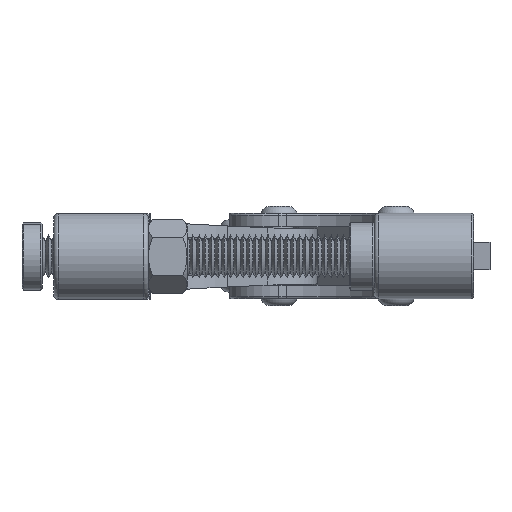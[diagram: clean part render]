
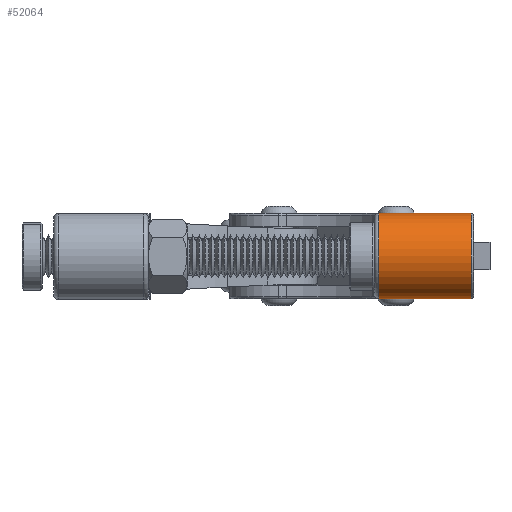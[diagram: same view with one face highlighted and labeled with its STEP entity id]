
A CAD part, left-side view. The second image highlights one B-rep face of the part: STEP entity #52064.
In plain terms, the highlighted cylindrical face has radius 9.5 mm (diameter 19 mm), a partial arc.
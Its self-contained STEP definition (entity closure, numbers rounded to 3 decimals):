
#28889 = LINE ( 'NONE', #55364, #28896 ) ;
#28895 = LINE ( 'NONE', #55368, #28898 ) ;
#28896 = VECTOR ( 'NONE', #55360, 1000. ) ;
#28898 = VECTOR ( 'NONE', #55370, 1000. ) ;
#29093 = CIRCLE ( 'NONE', #55730, 9.5 ) ;
#29095 = CIRCLE ( 'NONE', #55731, 9.5 ) ;
#49714 = EDGE_LOOP ( 'NONE', ( #72473, #72475, #72477, #72479 ) ) ;
#52064 = ADVANCED_FACE ( 'NONE', ( #74741 ), #74748, .T. ) ;
#55360 = DIRECTION ( 'NONE',  ( 0., -1., 0. ) ) ;
#55364 = CARTESIAN_POINT ( 'NONE',  ( -9.5, 20.5, 19. ) ) ;
#55368 = CARTESIAN_POINT ( 'NONE',  ( -9.5, 20.5, 0. ) ) ;
#55370 = DIRECTION ( 'NONE',  ( 0., -1., 0. ) ) ;
#55730 = AXIS2_PLACEMENT_3D ( 'NONE', #57909, #57911, #57913 ) ;
#55731 = AXIS2_PLACEMENT_3D ( 'NONE', #57919, #57921, #57923 ) ;
#57909 = CARTESIAN_POINT ( 'NONE',  ( -9.5, 19.5, 9.5 ) ) ;
#57911 = DIRECTION ( 'NONE',  ( 0., -1., 0. ) ) ;
#57913 = DIRECTION ( 'NONE',  ( 0., 0., -1. ) ) ;
#57919 = CARTESIAN_POINT ( 'NONE',  ( -9.5, -1., 9.5 ) ) ;
#57921 = DIRECTION ( 'NONE',  ( 0., 1., 0. ) ) ;
#57923 = DIRECTION ( 'NONE',  ( 0., 0., -1. ) ) ;
#64102 = EDGE_CURVE ( 'NONE', #70525, #70495, #28889, .T. ) ;
#64105 = EDGE_CURVE ( 'NONE', #70504, #70227, #28895, .T. ) ;
#64371 = EDGE_CURVE ( 'NONE', #70525, #70504, #29093, .T. ) ;
#64374 = EDGE_CURVE ( 'NONE', #70227, #70495, #29095, .T. ) ;
#67630 = AXIS2_PLACEMENT_3D ( 'NONE', #79849, #79848, #79840 ) ;
#70227 = VERTEX_POINT ( 'NONE', #91241 ) ;
#70495 = VERTEX_POINT ( 'NONE', #91643 ) ;
#70504 = VERTEX_POINT ( 'NONE', #91661 ) ;
#70525 = VERTEX_POINT ( 'NONE', #91703 ) ;
#72473 = ORIENTED_EDGE ( 'NONE', *, *, #64102, .F. ) ;
#72475 = ORIENTED_EDGE ( 'NONE', *, *, #64371, .T. ) ;
#72477 = ORIENTED_EDGE ( 'NONE', *, *, #64105, .T. ) ;
#72479 = ORIENTED_EDGE ( 'NONE', *, *, #64374, .T. ) ;
#74741 = FACE_OUTER_BOUND ( 'NONE', #49714, .T. ) ;
#74748 = CYLINDRICAL_SURFACE ( 'NONE', #67630, 9.5 ) ;
#79840 = DIRECTION ( 'NONE',  ( 0., 0., -1. ) ) ;
#79848 = DIRECTION ( 'NONE',  ( 0., -1., 0. ) ) ;
#79849 = CARTESIAN_POINT ( 'NONE',  ( -9.5, 20.5, 9.5 ) ) ;
#91241 = CARTESIAN_POINT ( 'NONE',  ( -9.5, -1., 0. ) ) ;
#91643 = CARTESIAN_POINT ( 'NONE',  ( -9.5, -1., 19. ) ) ;
#91661 = CARTESIAN_POINT ( 'NONE',  ( -9.5, 19.5, 0. ) ) ;
#91703 = CARTESIAN_POINT ( 'NONE',  ( -9.5, 19.5, 19. ) ) ;
